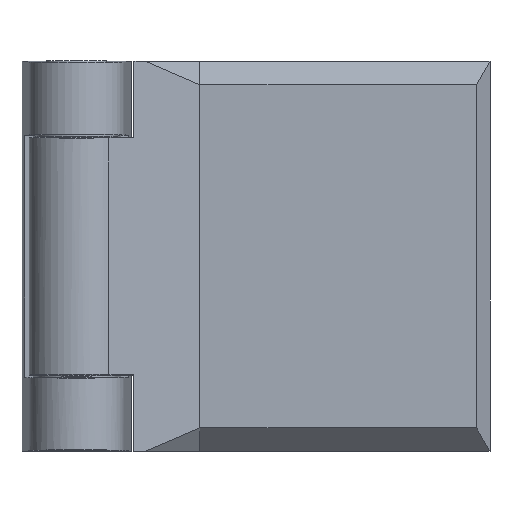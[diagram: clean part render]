
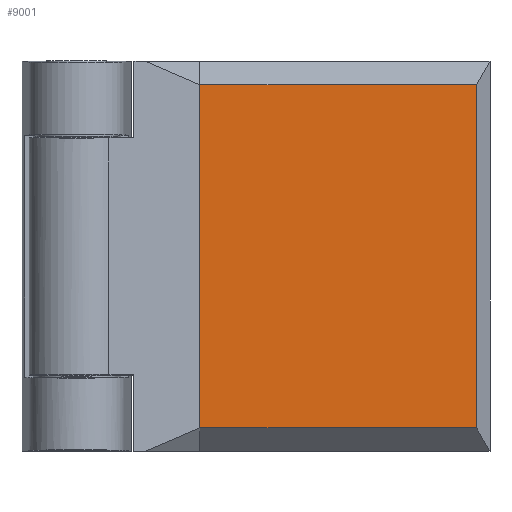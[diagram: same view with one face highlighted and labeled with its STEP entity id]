
A CAD part, top view. The second image highlights one B-rep face of the part: STEP entity #9001.
In plain terms, the highlighted planar face has unit normal (0, 0, 1).
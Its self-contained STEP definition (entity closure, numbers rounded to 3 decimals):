
#328 = VERTEX_POINT ( 'NONE', #782 ) ;
#667 = ORIENTED_EDGE ( 'NONE', *, *, #3485, .T. ) ;
#782 = CARTESIAN_POINT ( 'NONE',  ( 51.268, 22., 6.5 ) ) ;
#1070 = CARTESIAN_POINT ( 'NONE',  ( 15.8, -17.5, 6.5 ) ) ;
#1645 = DIRECTION ( 'NONE',  ( 1., 0., 0. ) ) ;
#1675 = CARTESIAN_POINT ( 'NONE',  ( 15.8, 22., 6.5 ) ) ;
#1849 = CARTESIAN_POINT ( 'NONE',  ( 29.182, -17.5, 6.5 ) ) ;
#2152 = EDGE_CURVE ( 'NONE', #11987, #328, #10416, .T. ) ;
#2348 = EDGE_CURVE ( 'NONE', #328, #5707, #2849, .T. ) ;
#2384 = DIRECTION ( 'NONE',  ( 0., -1., 0. ) ) ;
#2578 = VECTOR ( 'NONE', #9777, 1000. ) ;
#2849 = LINE ( 'NONE', #4892, #2578 ) ;
#3485 = EDGE_CURVE ( 'NONE', #11987, #5138, #4127, .T. ) ;
#3576 = DIRECTION ( 'NONE',  ( 1., 0., 0. ) ) ;
#4127 = LINE ( 'NONE', #1070, #10962 ) ;
#4260 = AXIS2_PLACEMENT_3D ( 'NONE', #1849, #10435, #3576 ) ;
#4892 = CARTESIAN_POINT ( 'NONE',  ( 51.268, 25., 6.5 ) ) ;
#5138 = VERTEX_POINT ( 'NONE', #6351 ) ;
#5557 = PLANE ( 'NONE',  #4260 ) ;
#5642 = LINE ( 'NONE', #10277, #8468 ) ;
#5680 = FACE_OUTER_BOUND ( 'NONE', #11388, .T. ) ;
#5686 = EDGE_CURVE ( 'NONE', #5138, #5707, #5642, .T. ) ;
#5707 = VERTEX_POINT ( 'NONE', #6466 ) ;
#5907 = VECTOR ( 'NONE', #1645, 1000. ) ;
#6336 = DIRECTION ( 'NONE',  ( 1., 0., 0. ) ) ;
#6351 = CARTESIAN_POINT ( 'NONE',  ( 15.8, -22., 6.5 ) ) ;
#6466 = CARTESIAN_POINT ( 'NONE',  ( 51.268, -22., 6.5 ) ) ;
#7613 = ORIENTED_EDGE ( 'NONE', *, *, #2152, .F. ) ;
#8152 = ORIENTED_EDGE ( 'NONE', *, *, #5686, .T. ) ;
#8181 = ORIENTED_EDGE ( 'NONE', *, *, #2348, .F. ) ;
#8468 = VECTOR ( 'NONE', #6336, 1000. ) ;
#9001 = ADVANCED_FACE ( 'NONE', ( #5680 ), #5557, .T. ) ;
#9777 = DIRECTION ( 'NONE',  ( 0., -1., 0. ) ) ;
#10277 = CARTESIAN_POINT ( 'NONE',  ( 29.182, -22., 6.5 ) ) ;
#10416 = LINE ( 'NONE', #12149, #5907 ) ;
#10435 = DIRECTION ( 'NONE',  ( 0., 0., 1. ) ) ;
#10962 = VECTOR ( 'NONE', #2384, 1000. ) ;
#11388 = EDGE_LOOP ( 'NONE', ( #8181, #7613, #667, #8152 ) ) ;
#11987 = VERTEX_POINT ( 'NONE', #1675 ) ;
#12149 = CARTESIAN_POINT ( 'NONE',  ( 53.1, 22., 6.5 ) ) ;
